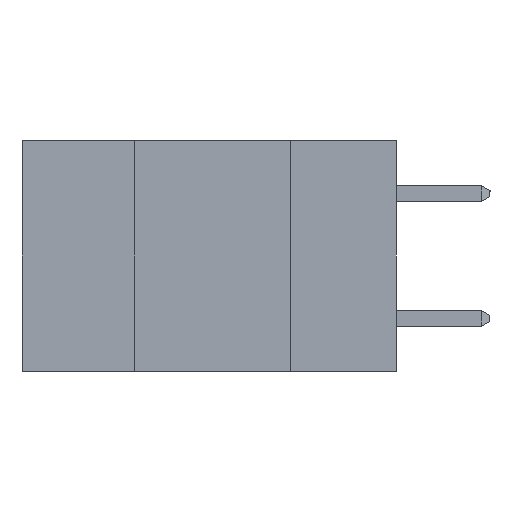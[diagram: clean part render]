
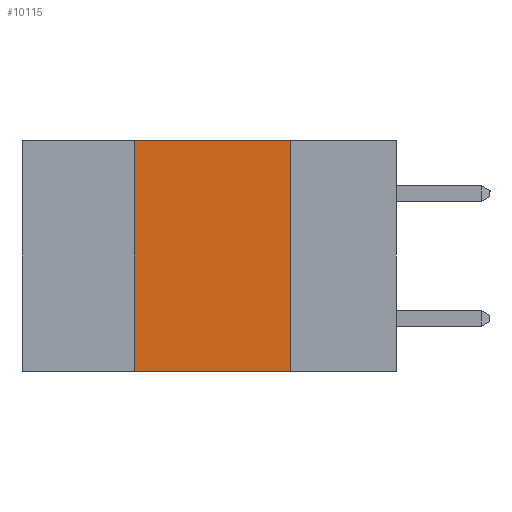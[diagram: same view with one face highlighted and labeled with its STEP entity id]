
A CAD part, left-side view. The second image highlights one B-rep face of the part: STEP entity #10115.
In plain terms, the highlighted planar face has unit normal (-1, 0, 0).
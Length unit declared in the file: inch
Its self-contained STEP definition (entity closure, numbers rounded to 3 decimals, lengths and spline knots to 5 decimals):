
#12 = VECTOR ( 'NONE', #9711, 39.37008 ) ;
#982 = DIRECTION ( 'NONE',  ( 0., 0., -1. ) ) ;
#1527 = CARTESIAN_POINT ( 'NONE',  ( 0., 0.42, -0.37 ) ) ;
#1772 = CARTESIAN_POINT ( 'NONE',  ( 0., 0.17, 0. ) ) ;
#2004 = ORIENTED_EDGE ( 'NONE', *, *, #7450, .F. ) ;
#2078 = CARTESIAN_POINT ( 'NONE',  ( 0., 0.6, 0. ) ) ;
#2191 = DIRECTION ( 'NONE',  ( 0., -1., 0. ) ) ;
#2323 = VERTEX_POINT ( 'NONE', #8032 ) ;
#2678 = VERTEX_POINT ( 'NONE', #1772 ) ;
#2984 = FACE_OUTER_BOUND ( 'NONE', #5396, .T. ) ;
#3420 = LINE ( 'NONE', #6353, #6478 ) ;
#3513 = VECTOR ( 'NONE', #2191, 39.37008 ) ;
#3900 = CARTESIAN_POINT ( 'NONE',  ( 0., 0.17, -0.37 ) ) ;
#4598 = EDGE_CURVE ( 'NONE', #12153, #2323, #9342, .T. ) ;
#5385 = DIRECTION ( 'NONE',  ( 0., 0., -1. ) ) ;
#5396 = EDGE_LOOP ( 'NONE', ( #7257, #6753, #2004, #12394 ) ) ;
#5610 = VECTOR ( 'NONE', #982, 39.37008 ) ;
#6037 = DIRECTION ( 'NONE',  ( 1., 0., 0. ) ) ;
#6353 = CARTESIAN_POINT ( 'NONE',  ( 0., 0.6, 0. ) ) ;
#6478 = VECTOR ( 'NONE', #7593, 39.37008 ) ;
#6753 = ORIENTED_EDGE ( 'NONE', *, *, #7697, .F. ) ;
#7257 = ORIENTED_EDGE ( 'NONE', *, *, #10022, .F. ) ;
#7450 = EDGE_CURVE ( 'NONE', #12153, #10059, #9588, .T. ) ;
#7593 = DIRECTION ( 'NONE',  ( 0., -1., 0. ) ) ;
#7697 = EDGE_CURVE ( 'NONE', #10059, #2678, #3420, .T. ) ;
#8032 = CARTESIAN_POINT ( 'NONE',  ( 0., 0.17, -0.37 ) ) ;
#8400 = AXIS2_PLACEMENT_3D ( 'NONE', #2078, #6037, #5385 ) ;
#8868 = CARTESIAN_POINT ( 'NONE',  ( 0., 0.42, -0.37 ) ) ;
#9039 = CARTESIAN_POINT ( 'NONE',  ( 0., 0.42, 0. ) ) ;
#9342 = LINE ( 'NONE', #10321, #3513 ) ;
#9588 = LINE ( 'NONE', #8868, #12 ) ;
#9711 = DIRECTION ( 'NONE',  ( 0., 0., 1. ) ) ;
#10022 = EDGE_CURVE ( 'NONE', #2678, #2323, #11994, .T. ) ;
#10059 = VERTEX_POINT ( 'NONE', #9039 ) ;
#10115 = ADVANCED_FACE ( 'NONE', ( #2984 ), #10960, .F. ) ;
#10321 = CARTESIAN_POINT ( 'NONE',  ( 0., 0.6, -0.37 ) ) ;
#10960 = PLANE ( 'NONE',  #8400 ) ;
#11994 = LINE ( 'NONE', #3900, #5610 ) ;
#12153 = VERTEX_POINT ( 'NONE', #1527 ) ;
#12394 = ORIENTED_EDGE ( 'NONE', *, *, #4598, .T. ) ;
